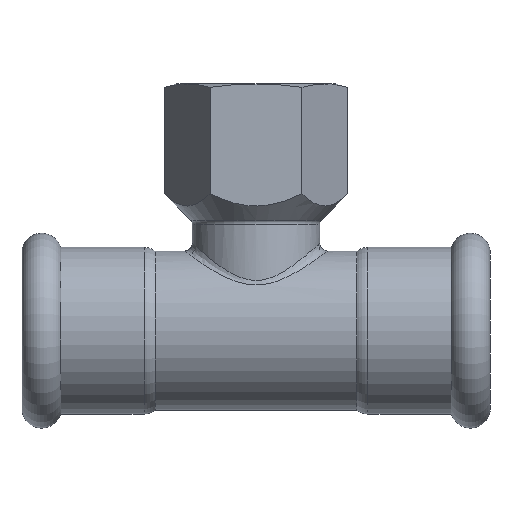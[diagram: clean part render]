
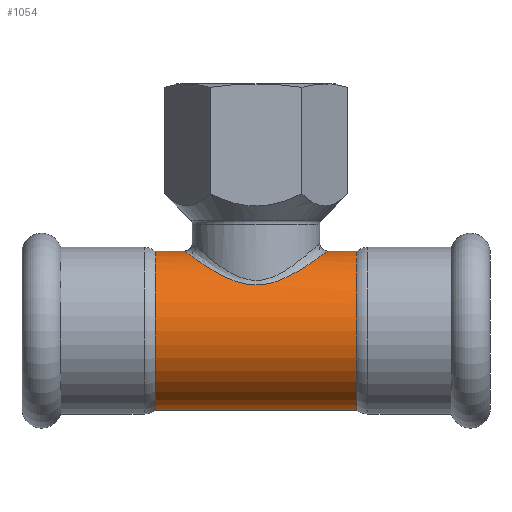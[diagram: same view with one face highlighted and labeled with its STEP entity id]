
A CAD part, front view. The second image highlights one B-rep face of the part: STEP entity #1054.
In plain terms, the highlighted cylindrical face has radius 15 mm (diameter 30 mm), a full revolution.
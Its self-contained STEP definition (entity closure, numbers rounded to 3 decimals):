
#53=FACE_BOUND('',#241,.T.);
#63=B_SPLINE_CURVE_WITH_KNOTS('',3,(#2094,#2095,#2096,#2097,#2098,#2099,
#2100,#2101,#2102,#2103,#2104,#2105,#2106,#2107,#2108,#2109,#2110,#2111,
#2112,#2113,#2114,#2115,#2116,#2117,#2118),.UNSPECIFIED.,.T.,.F.,(4,1,1,
1,1,1,1,1,1,1,1,1,1,1,1,1,1,1,1,1,1,1,4),(-7.752,-7.475,
-7.199,-6.645,-6.091,-5.814,
-5.537,-4.799,-4.614,-4.43,
-4.245,-4.061,-3.876,-3.692,
-3.322,-2.584,-2.215,-1.846,
-1.477,-1.107,-0.554,-0.277,
0.),.UNSPECIFIED.);
#91=LINE('',#2126,#125);
#125=VECTOR('',#1401,15.);
#158=CYLINDRICAL_SURFACE('',#1169,15.);
#185=FACE_OUTER_BOUND('',#240,.T.);
#240=EDGE_LOOP('',(#770,#771,#772,#773,#774,#775,#776,#777));
#241=EDGE_LOOP('',(#778));
#329=CIRCLE('',#1170,15.);
#330=CIRCLE('',#1171,15.);
#331=CIRCLE('',#1172,15.);
#332=CIRCLE('',#1173,15.);
#333=CIRCLE('',#1174,15.);
#334=CIRCLE('',#1175,15.);
#439=VERTEX_POINT('',#2056);
#443=VERTEX_POINT('',#2120);
#444=VERTEX_POINT('',#2121);
#445=VERTEX_POINT('',#2123);
#446=VERTEX_POINT('',#2125);
#447=VERTEX_POINT('',#2127);
#448=VERTEX_POINT('',#2129);
#574=EDGE_CURVE('',#439,#439,#63,.T.);
#575=EDGE_CURVE('',#443,#444,#329,.T.);
#576=EDGE_CURVE('',#445,#443,#330,.T.);
#577=EDGE_CURVE('',#445,#446,#91,.T.);
#578=EDGE_CURVE('',#446,#447,#331,.T.);
#579=EDGE_CURVE('',#447,#448,#332,.T.);
#580=EDGE_CURVE('',#448,#446,#333,.T.);
#581=EDGE_CURVE('',#444,#445,#334,.T.);
#770=ORIENTED_EDGE('',*,*,#575,.F.);
#771=ORIENTED_EDGE('',*,*,#576,.F.);
#772=ORIENTED_EDGE('',*,*,#577,.T.);
#773=ORIENTED_EDGE('',*,*,#578,.T.);
#774=ORIENTED_EDGE('',*,*,#579,.T.);
#775=ORIENTED_EDGE('',*,*,#580,.T.);
#776=ORIENTED_EDGE('',*,*,#577,.F.);
#777=ORIENTED_EDGE('',*,*,#581,.F.);
#778=ORIENTED_EDGE('',*,*,#574,.F.);
#1054=ADVANCED_FACE('',(#185,#53),#158,.T.);
#1169=AXIS2_PLACEMENT_3D('',#2119,#1395,#1396);
#1170=AXIS2_PLACEMENT_3D('',#2122,#1397,#1398);
#1171=AXIS2_PLACEMENT_3D('',#2124,#1399,#1400);
#1172=AXIS2_PLACEMENT_3D('',#2128,#1402,#1403);
#1173=AXIS2_PLACEMENT_3D('',#2130,#1404,#1405);
#1174=AXIS2_PLACEMENT_3D('',#2131,#1406,#1407);
#1175=AXIS2_PLACEMENT_3D('',#2132,#1408,#1409);
#1395=DIRECTION('center_axis',(-1.,0.,0.));
#1396=DIRECTION('ref_axis',(0.,-1.,0.));
#1397=DIRECTION('center_axis',(-1.,0.,0.));
#1398=DIRECTION('ref_axis',(0.,-1.,0.));
#1399=DIRECTION('center_axis',(-1.,0.,0.));
#1400=DIRECTION('ref_axis',(0.,-1.,0.));
#1401=DIRECTION('',(1.,0.,0.));
#1402=DIRECTION('center_axis',(-1.,0.,0.));
#1403=DIRECTION('ref_axis',(0.,-1.,0.));
#1404=DIRECTION('center_axis',(-1.,0.,0.));
#1405=DIRECTION('ref_axis',(0.,-1.,0.));
#1406=DIRECTION('center_axis',(-1.,0.,0.));
#1407=DIRECTION('ref_axis',(0.,-1.,0.));
#1408=DIRECTION('center_axis',(-1.,0.,0.));
#1409=DIRECTION('ref_axis',(0.,-1.,0.));
#2056=CARTESIAN_POINT('',(0.,-12.273,8.624));
#2094=CARTESIAN_POINT('Ctrl Pts',(0.,-12.273,
8.624));
#2095=CARTESIAN_POINT('Ctrl Pts',(1.075,-12.273,8.624));
#2096=CARTESIAN_POINT('Ctrl Pts',(3.213,-12.034,8.979));
#2097=CARTESIAN_POINT('Ctrl Pts',(6.938,-10.773,10.542));
#2098=CARTESIAN_POINT('Ctrl Pts',(10.699,-8.095,12.946));
#2099=CARTESIAN_POINT('Ctrl Pts',(13.106,-3.913,14.706));
#2100=CARTESIAN_POINT('Ctrl Pts',(13.633,-0.003,
15.098));
#2101=CARTESIAN_POINT('Ctrl Pts',(13.011,4.576,14.642));
#2102=CARTESIAN_POINT('Ctrl Pts',(10.617,8.036,12.866));
#2103=CARTESIAN_POINT('Ctrl Pts',(7.637,10.167,11.052));
#2104=CARTESIAN_POINT('Ctrl Pts',(5.975,11.053,10.164));
#2105=CARTESIAN_POINT('Ctrl Pts',(4.152,11.725,9.369));
#2106=CARTESIAN_POINT('Ctrl Pts',(2.146,12.167,8.778));
#2107=CARTESIAN_POINT('Ctrl Pts',(0.003,12.326,
8.547));
#2108=CARTESIAN_POINT('Ctrl Pts',(-2.874,12.113,8.855));
#2109=CARTESIAN_POINT('Ctrl Pts',(-7.317,10.765,10.643));
#2110=CARTESIAN_POINT('Ctrl Pts',(-11.145,7.62,13.297));
#2111=CARTESIAN_POINT('Ctrl Pts',(-13.341,2.968,14.87));
#2112=CARTESIAN_POINT('Ctrl Pts',(-13.686,-1.005,15.144));
#2113=CARTESIAN_POINT('Ctrl Pts',(-12.658,-4.801,14.368));
#2114=CARTESIAN_POINT('Ctrl Pts',(-10.196,-8.44,12.626));
#2115=CARTESIAN_POINT('Ctrl Pts',(-6.939,-10.778,10.543));
#2116=CARTESIAN_POINT('Ctrl Pts',(-3.212,-12.032,8.979));
#2117=CARTESIAN_POINT('Ctrl Pts',(-1.075,-12.273,8.624));
#2118=CARTESIAN_POINT('Ctrl Pts',(0.,-12.273,
8.624));
#2119=CARTESIAN_POINT('Origin',(-14.8,0.,0.));
#2120=CARTESIAN_POINT('',(-19.,-15.,0.));
#2121=CARTESIAN_POINT('',(-19.,0.,15.));
#2122=CARTESIAN_POINT('Origin',(-19.,0.,0.));
#2123=CARTESIAN_POINT('',(-19.,15.,0.));
#2124=CARTESIAN_POINT('Origin',(-19.,0.,0.));
#2125=CARTESIAN_POINT('',(19.,15.,0.));
#2126=CARTESIAN_POINT('',(-14.8,15.,0.));
#2127=CARTESIAN_POINT('',(19.,-15.,0.));
#2128=CARTESIAN_POINT('Origin',(19.,0.,0.));
#2129=CARTESIAN_POINT('',(19.,0.,15.));
#2130=CARTESIAN_POINT('Origin',(19.,0.,0.));
#2131=CARTESIAN_POINT('Origin',(19.,0.,0.));
#2132=CARTESIAN_POINT('Origin',(-19.,0.,0.));
